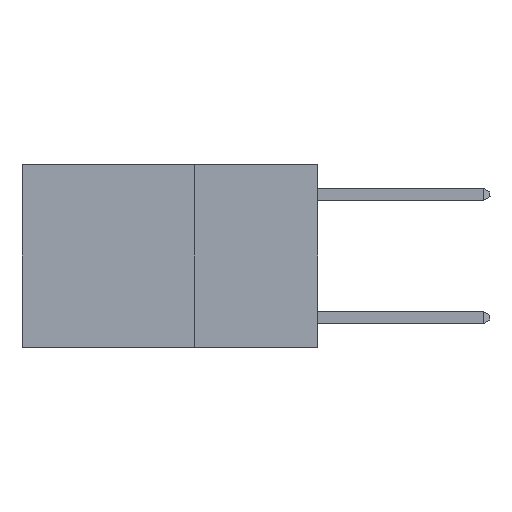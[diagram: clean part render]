
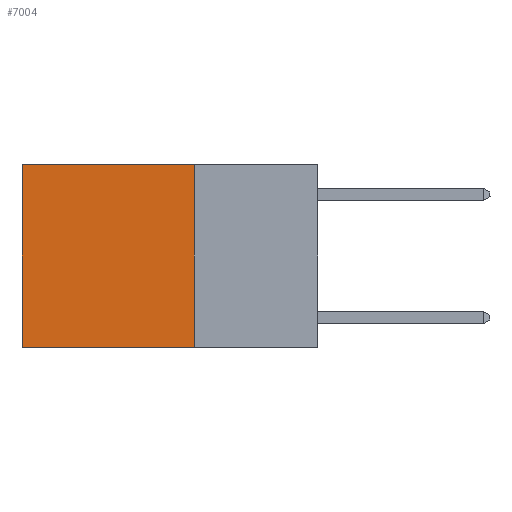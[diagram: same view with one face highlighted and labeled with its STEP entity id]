
A CAD part, left-side view. The second image highlights one B-rep face of the part: STEP entity #7004.
In plain terms, the highlighted planar face has unit normal (-1, 0, 0).
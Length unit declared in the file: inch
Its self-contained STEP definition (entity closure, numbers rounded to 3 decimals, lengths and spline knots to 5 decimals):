
#493 = DIRECTION ( 'NONE',  ( 1., 0., 0. ) ) ;
#530 = CARTESIAN_POINT ( 'NONE',  ( 0.2625, 0.25, 0. ) ) ;
#571 = CARTESIAN_POINT ( 'NONE',  ( 0.2625, 0.25, -0.37 ) ) ;
#1339 = VECTOR ( 'NONE', #9824, 39.37008 ) ;
#1379 = CARTESIAN_POINT ( 'NONE',  ( 0.2625, 0.25, 0. ) ) ;
#1625 = CARTESIAN_POINT ( 'NONE',  ( 0.2625, 0.6, 0. ) ) ;
#1694 = LINE ( 'NONE', #1625, #4023 ) ;
#1737 = CARTESIAN_POINT ( 'NONE',  ( 0.2625, 0.25, -0.37 ) ) ;
#1832 = VECTOR ( 'NONE', #2660, 39.37008 ) ;
#1877 = AXIS2_PLACEMENT_3D ( 'NONE', #2051, #493, #5933 ) ;
#2051 = CARTESIAN_POINT ( 'NONE',  ( 0.2625, 0.25, 0. ) ) ;
#2500 = EDGE_CURVE ( 'NONE', #5878, #4878, #4616, .T. ) ;
#2660 = DIRECTION ( 'NONE',  ( 0., 0., -1. ) ) ;
#3244 = EDGE_LOOP ( 'NONE', ( #8667, #8796, #8905, #9350 ) ) ;
#3297 = EDGE_CURVE ( 'NONE', #4878, #3354, #3428, .T. ) ;
#3354 = VERTEX_POINT ( 'NONE', #5327 ) ;
#3428 = LINE ( 'NONE', #571, #1339 ) ;
#3506 = EDGE_CURVE ( 'NONE', #9037, #3354, #1694, .T. ) ;
#4023 = VECTOR ( 'NONE', #5503, 39.37008 ) ;
#4616 = LINE ( 'NONE', #7280, #1832 ) ;
#4878 = VERTEX_POINT ( 'NONE', #1737 ) ;
#4913 = LINE ( 'NONE', #530, #8763 ) ;
#5149 = FACE_OUTER_BOUND ( 'NONE', #3244, .T. ) ;
#5162 = PLANE ( 'NONE',  #1877 ) ;
#5327 = CARTESIAN_POINT ( 'NONE',  ( 0.2625, 0.6, -0.37 ) ) ;
#5503 = DIRECTION ( 'NONE',  ( 0., 0., -1. ) ) ;
#5878 = VERTEX_POINT ( 'NONE', #1379 ) ;
#5933 = DIRECTION ( 'NONE',  ( 0., 0., -1. ) ) ;
#5940 = CARTESIAN_POINT ( 'NONE',  ( 0.2625, 0.6, 0. ) ) ;
#7004 = ADVANCED_FACE ( 'NONE', ( #5149 ), #5162, .F. ) ;
#7042 = EDGE_CURVE ( 'NONE', #5878, #9037, #4913, .T. ) ;
#7280 = CARTESIAN_POINT ( 'NONE',  ( 0.2625, 0.25, 0. ) ) ;
#8667 = ORIENTED_EDGE ( 'NONE', *, *, #3506, .T. ) ;
#8763 = VECTOR ( 'NONE', #9758, 39.37008 ) ;
#8796 = ORIENTED_EDGE ( 'NONE', *, *, #3297, .F. ) ;
#8905 = ORIENTED_EDGE ( 'NONE', *, *, #2500, .F. ) ;
#9037 = VERTEX_POINT ( 'NONE', #5940 ) ;
#9350 = ORIENTED_EDGE ( 'NONE', *, *, #7042, .T. ) ;
#9758 = DIRECTION ( 'NONE',  ( 0., 1., 0. ) ) ;
#9824 = DIRECTION ( 'NONE',  ( 0., 1., 0. ) ) ;
